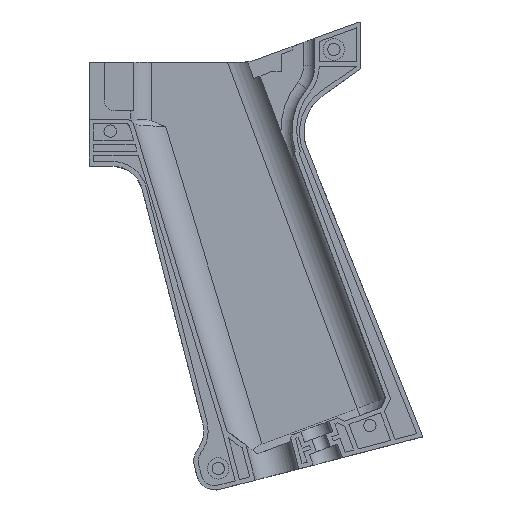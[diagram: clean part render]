
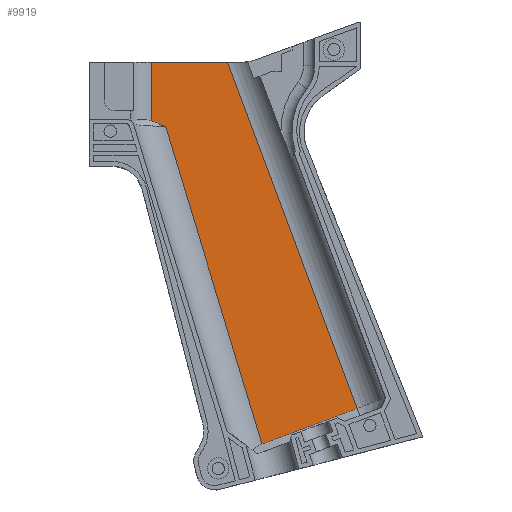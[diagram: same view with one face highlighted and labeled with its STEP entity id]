
A CAD part, top view. The second image highlights one B-rep face of the part: STEP entity #9919.
In plain terms, the highlighted planar face has unit normal (0, 0, 1).
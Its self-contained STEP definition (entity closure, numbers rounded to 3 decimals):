
#673=FACE_OUTER_BOUND('',#1199,.T.);
#1199=EDGE_LOOP('',(#8961,#8962,#8963,#8964,#8965,#8966));
#1524=B_SPLINE_CURVE_WITH_KNOTS('',3,(#17379,#17380,#17381,#17382,#17383,
#17384),.UNSPECIFIED.,.F.,.F.,(4,2,4),(0.248,0.631,
0.632),.UNSPECIFIED.);
#2423=LINE('',#16957,#3519);
#2548=LINE('',#17671,#3644);
#2555=LINE('',#17684,#3651);
#2567=LINE('',#17761,#3663);
#2629=LINE('',#19158,#3725);
#3519=VECTOR('',#12572,10.);
#3644=VECTOR('',#12881,8.);
#3651=VECTOR('',#12894,10.);
#3663=VECTOR('',#12938,10.);
#3725=VECTOR('',#13092,10.);
#4509=VERTEX_POINT('',#15770);
#4555=VERTEX_POINT('',#16956);
#4641=VERTEX_POINT('',#17376);
#4642=VERTEX_POINT('',#17378);
#4674=VERTEX_POINT('',#17669);
#4677=VERTEX_POINT('',#17683);
#5881=EDGE_CURVE('',#4509,#4555,#2423,.T.);
#6003=EDGE_CURVE('',#4641,#4642,#1524,.F.);
#6062=EDGE_CURVE('',#4674,#4509,#2548,.T.);
#6069=EDGE_CURVE('',#4642,#4677,#2555,.T.);
#6088=EDGE_CURVE('',#4677,#4674,#2567,.T.);
#6155=EDGE_CURVE('',#4555,#4641,#2629,.T.);
#8961=ORIENTED_EDGE('',*,*,#6062,.F.);
#8962=ORIENTED_EDGE('',*,*,#6088,.F.);
#8963=ORIENTED_EDGE('',*,*,#6069,.F.);
#8964=ORIENTED_EDGE('',*,*,#6003,.F.);
#8965=ORIENTED_EDGE('',*,*,#6155,.F.);
#8966=ORIENTED_EDGE('',*,*,#5881,.F.);
#9416=PLANE('',#10622);
#9919=ADVANCED_FACE('',(#673),#9416,.T.);
#10622=AXIS2_PLACEMENT_3D('',#19157,#13090,#13091);
#12572=DIRECTION('',(-0.937,-0.35,0.));
#12881=DIRECTION('',(0.35,-0.937,0.));
#12894=DIRECTION('',(0.,1.,0.));
#12938=DIRECTION('',(1.,0.,0.));
#13090=DIRECTION('center_axis',(0.,0.,
1.));
#13091=DIRECTION('ref_axis',(1.,0.,0.));
#13092=DIRECTION('',(-0.291,0.957,0.));
#15770=CARTESIAN_POINT('',(416.486,44.613,-113.148));
#16956=CARTESIAN_POINT('',(391.172,35.145,-113.148));
#16957=CARTESIAN_POINT('',(411.531,42.76,-113.148));
#17376=CARTESIAN_POINT('',(365.466,119.678,-113.148));
#17378=CARTESIAN_POINT('',(361.671,121.26,-113.148));
#17379=CARTESIAN_POINT('Ctrl Pts',(361.671,121.26,-113.148));
#17380=CARTESIAN_POINT('Ctrl Pts',(362.944,120.872,-113.148));
#17381=CARTESIAN_POINT('Ctrl Pts',(364.223,120.266,-113.148));
#17382=CARTESIAN_POINT('Ctrl Pts',(365.456,119.683,-113.148));
#17383=CARTESIAN_POINT('Ctrl Pts',(365.461,119.68,-113.148));
#17384=CARTESIAN_POINT('Ctrl Pts',(365.466,119.678,-113.148));
#17669=CARTESIAN_POINT('',(381.962,136.913,-113.148));
#17671=CARTESIAN_POINT('',(382.218,136.229,-113.148));
#17683=CARTESIAN_POINT('',(361.671,136.913,-113.148));
#17684=CARTESIAN_POINT('',(361.671,136.913,-113.148));
#17761=CARTESIAN_POINT('',(384.484,136.913,-113.148));
#19157=CARTESIAN_POINT('Origin',(389.927,89.735,-113.148));
#19158=CARTESIAN_POINT('',(373.094,94.592,-113.148));
